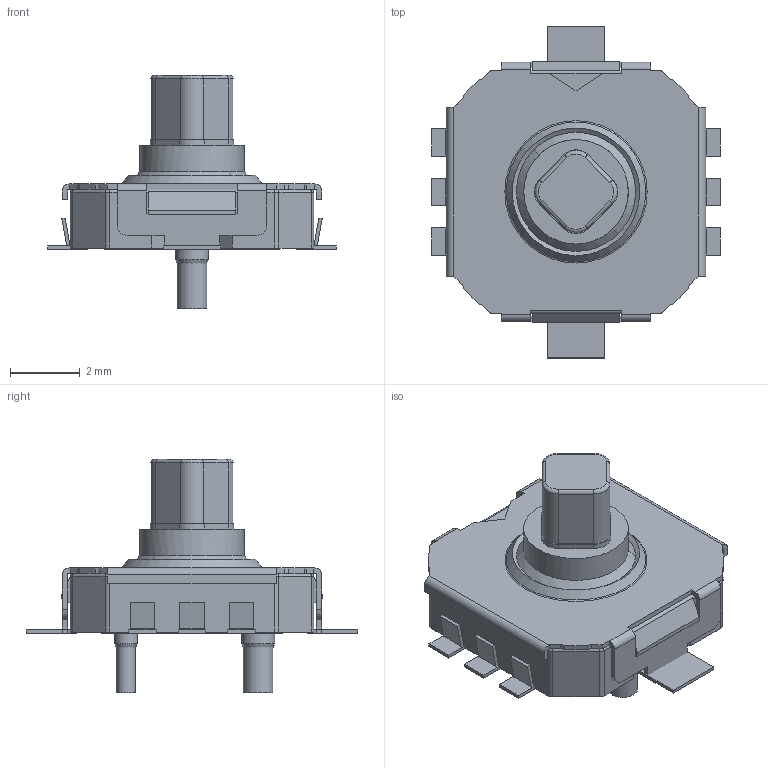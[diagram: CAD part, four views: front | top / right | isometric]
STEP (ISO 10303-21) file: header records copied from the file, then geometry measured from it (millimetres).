
FILE_DESCRIPTION(/* description */ ('STEP AP242','CAx-IF Rec.Pracs.---Representation and Presentation of Product Manufacturing Information (PMI)---4.0---2014-10-13','CAx-IF Rec.Pracs.---3D Tessellated Geometry---0.4---2014-09-14','2;1'),/* implementation_level */ '2;1');
FILE_NAME(/* name */ '66570fd75514314e307a7f21',/* time_stamp */ '2024-05-29T11:22:01Z',/* author */ (''),/* organization */ (''),/* preprocessor_version */ 'ST-DEVELOPER v20',/* originating_system */ ' ',/* authorisation */ ' ');
FILE_SCHEMA (('AP242_MANAGED_MODEL_BASED_3D_ENGINEERING_MIM_LF { 1 0 10303 442 1 1 4 }'));
Length unit declared in the file: metre
Products named in the file (11): SKRHAD; Pins; Lugs
Bounding box: 8.3 x 9.54 x 6.7 mm (x, y, z)
Volume: 107.8 mm3; surface area: 247.6 mm2
Topology: 11 solids, 11 shells, 296 faces, 781 edges, 505 vertices
Faces by surface type: plane 200, cylinder 75, torus 14, cone 5, sphere 2
Full cylindrical faces by diameter (mm): 0.55 x1, 0.65 x1, 0.85 x1, 0.95 x1, 3 x1
Entity records: 10323 total; most frequent: CARTESIAN_POINT 1571, DIRECTION 1560, ORIENTED_EDGE 1530, EDGE_CURVE 765, LINE 584, VECTOR 584, VERTEX_POINT 499, AXIS2_PLACEMENT_3D 488
